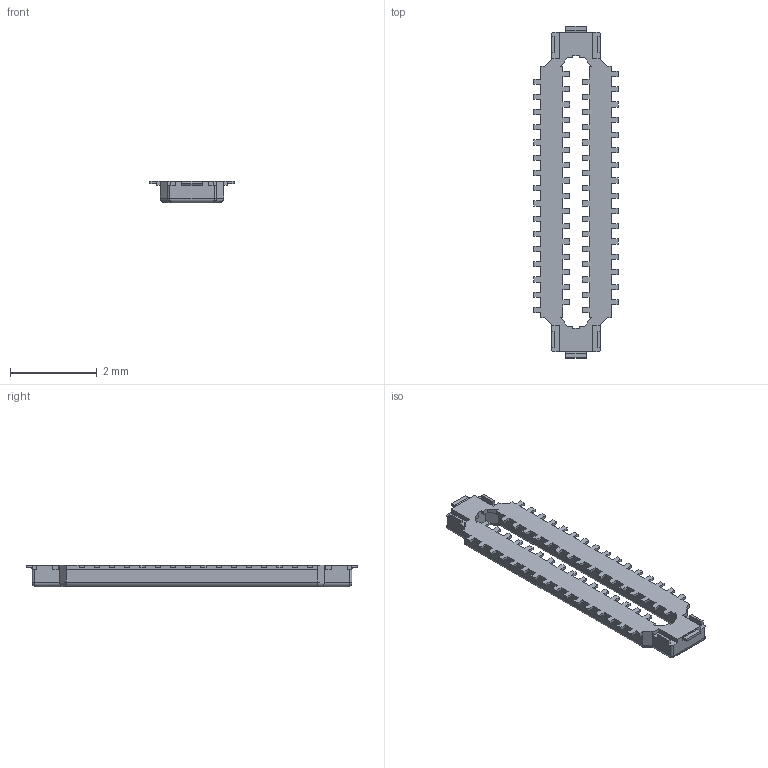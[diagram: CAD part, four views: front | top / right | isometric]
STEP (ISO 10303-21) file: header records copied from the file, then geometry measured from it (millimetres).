
FILE_DESCRIPTION(('STEP AP242'),'1');
FILE_NAME('2177170643.stp','2025-06-18T07:54:45',('TraceParts'),('TraceParts S.A.'),'Spatial InterOp 3D',' ',' ');
FILE_SCHEMA(('AP242_MANAGED_MODEL_BASED_3D_ENGINEERING_MIM_LF {1 0 10303 442 1 1 4}'));
Length unit declared in the file: millimetre
Products named in the file (1): None
Bounding box: 1.94 x 7.63 x 0.5 mm (x, y, z)
Volume: 2.9 mm3; surface area: 33 mm2
Topology: 1 solids, 1 shells, 391 faces, 1408 edges, 1006 vertices
Faces by surface type: plane 359, cylinder 28, bspline 4
Entity records: 15877 total; most frequent: CARTESIAN_POINT 2699, DIRECTION 2304, ORIENTED_EDGE 2248, LINE 1284, VECTOR 1284, EDGE_CURVE 1124, VERTEX_POINT 736, AXIS2_PLACEMENT_3D 510
